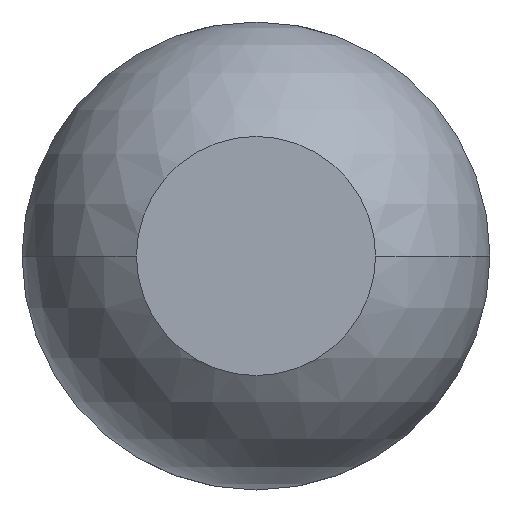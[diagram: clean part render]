
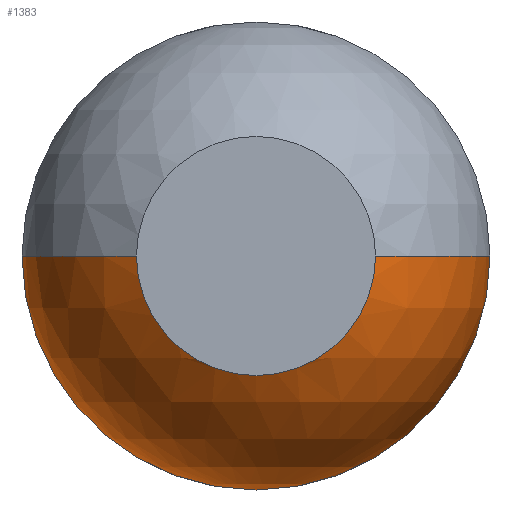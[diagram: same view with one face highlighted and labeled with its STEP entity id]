
A CAD part, front view. The second image highlights one B-rep face of the part: STEP entity #1383.
In plain terms, the highlighted spherical face has radius 0.685 mm.
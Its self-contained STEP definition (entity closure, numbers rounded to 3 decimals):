
#16 = VERTEX_POINT ( 'NONE', #2544 ) ;
#37 = CIRCLE ( 'NONE', #705, 0.35 ) ;
#55 = CARTESIAN_POINT ( 'NONE',  ( -0.685, -29.411, 0. ) ) ;
#90 = EDGE_CURVE ( 'Defeature ausgef�hrt1_9+Defeature ausgef�hrt1_4+Defeature ausgef�hrt1_4+Defeature ausgef�hrt1_4', #2285, #2450, #3105, .T. ) ;
#166 = DIRECTION ( 'NONE',  ( 0., 0., 1. ) ) ;
#211 = VERTEX_POINT ( 'NONE', #3514 ) ;
#276 = DIRECTION ( 'NONE',  ( 0., 0., -1. ) ) ;
#362 = CARTESIAN_POINT ( 'NONE',  ( -0.35, -30., 0. ) ) ;
#475 = AXIS2_PLACEMENT_3D ( 'NONE', #2205, #276, #4155 ) ;
#689 = CIRCLE ( 'NONE', #1629, 0.685 ) ;
#705 = AXIS2_PLACEMENT_3D ( 'NONE', #871, #963, #3141 ) ;
#745 = EDGE_CURVE ( 'Defeature ausgef�hrt1_5+Defeature ausgef�hrt1_4+Defeature ausgef�hrt1_4+Defeature ausgef�hrt1_4', #16, #2134, #955, .T. ) ;
#856 = CARTESIAN_POINT ( 'NONE',  ( 0., -29.411, 0. ) ) ;
#871 = CARTESIAN_POINT ( 'NONE',  ( 0., -30., 0. ) ) ;
#955 = CIRCLE ( 'NONE', #2294, 0.685 ) ;
#963 = DIRECTION ( 'NONE',  ( 0., -1., 0. ) ) ;
#1177 = DIRECTION ( 'NONE',  ( 1., 0., 0. ) ) ;
#1316 = DIRECTION ( 'NONE',  ( 0., 0., -1. ) ) ;
#1352 = CARTESIAN_POINT ( 'NONE',  ( 0., -29.411, 0. ) ) ;
#1383 = ADVANCED_FACE ( 'Defeature ausgef�hrt1_4', ( #2582 ), #1916, .T. ) ;
#1432 = CARTESIAN_POINT ( 'NONE',  ( 0.35, -30., 0. ) ) ;
#1459 = CIRCLE ( 'NONE', #2075, 0.685 ) ;
#1489 = CARTESIAN_POINT ( 'NONE',  ( 0., -29.411, 0. ) ) ;
#1606 = CARTESIAN_POINT ( 'NONE',  ( 0., -30., 0. ) ) ;
#1629 = AXIS2_PLACEMENT_3D ( 'NONE', #4105, #1855, #4080 ) ;
#1754 = ORIENTED_EDGE ( 'NONE', *, *, #1941, .F. ) ;
#1763 = EDGE_CURVE ( 'NONE', #2450, #211, #689, .T. ) ;
#1855 = DIRECTION ( 'NONE',  ( 0., 0., 1. ) ) ;
#1916 = SPHERICAL_SURFACE ( 'NONE', #3817, 0.685 ) ;
#1941 = EDGE_CURVE ( 'Defeature ausgef�hrt1_9+Defeature ausgef�hrt1_4+Defeature ausgef�hrt1_4+Defeature ausgef�hrt1_4', #2757, #2285, #37, .T. ) ;
#2041 = EDGE_CURVE ( 'Defeature ausgef�hrt1_5+Defeature ausgef�hrt1_4+Defeature ausgef�hrt1_4+Defeature ausgef�hrt1_4', #211, #16, #1459, .T. ) ;
#2043 = ORIENTED_EDGE ( 'NONE', *, *, #745, .F. ) ;
#2075 = AXIS2_PLACEMENT_3D ( 'NONE', #1489, #2794, #166 ) ;
#2134 = VERTEX_POINT ( 'NONE', #55 ) ;
#2139 = DIRECTION ( 'NONE',  ( 0., 1., 0. ) ) ;
#2205 = CARTESIAN_POINT ( 'NONE',  ( 0., -29.411, 0. ) ) ;
#2285 = VERTEX_POINT ( 'NONE', #2972 ) ;
#2294 = AXIS2_PLACEMENT_3D ( 'NONE', #1352, #2139, #2489 ) ;
#2327 = ORIENTED_EDGE ( 'NONE', *, *, #2041, .F. ) ;
#2403 = ORIENTED_EDGE ( 'NONE', *, *, #1763, .F. ) ;
#2450 = VERTEX_POINT ( 'NONE', #1432 ) ;
#2489 = DIRECTION ( 'NONE',  ( 0., 0., 1. ) ) ;
#2544 = CARTESIAN_POINT ( 'NONE',  ( 0., -29.411, -0.685 ) ) ;
#2582 = FACE_OUTER_BOUND ( 'NONE', #3626, .T. ) ;
#2603 = DIRECTION ( 'NONE',  ( 0., -1., 0. ) ) ;
#2614 = AXIS2_PLACEMENT_3D ( 'NONE', #1606, #2603, #1316 ) ;
#2757 = VERTEX_POINT ( 'NONE', #362 ) ;
#2794 = DIRECTION ( 'NONE',  ( 0., 1., 0. ) ) ;
#2905 = ORIENTED_EDGE ( 'NONE', *, *, #2938, .T. ) ;
#2938 = EDGE_CURVE ( 'NONE', #2757, #2134, #4165, .T. ) ;
#2972 = CARTESIAN_POINT ( 'NONE',  ( 0., -30., -0.35 ) ) ;
#3105 = CIRCLE ( 'NONE', #2614, 0.35 ) ;
#3123 = DIRECTION ( 'NONE',  ( 0., 0., -1. ) ) ;
#3141 = DIRECTION ( 'NONE',  ( 0., 0., -1. ) ) ;
#3514 = CARTESIAN_POINT ( 'NONE',  ( 0.685, -29.411, 0. ) ) ;
#3531 = ORIENTED_EDGE ( 'NONE', *, *, #90, .F. ) ;
#3626 = EDGE_LOOP ( 'NONE', ( #1754, #2905, #2043, #2327, #2403, #3531 ) ) ;
#3817 = AXIS2_PLACEMENT_3D ( 'NONE', #856, #3123, #1177 ) ;
#4080 = DIRECTION ( 'NONE',  ( 1., 0., 0. ) ) ;
#4105 = CARTESIAN_POINT ( 'NONE',  ( 0., -29.411, 0. ) ) ;
#4155 = DIRECTION ( 'NONE',  ( -1., 0., 0. ) ) ;
#4165 = CIRCLE ( 'NONE', #475, 0.685 ) ;
